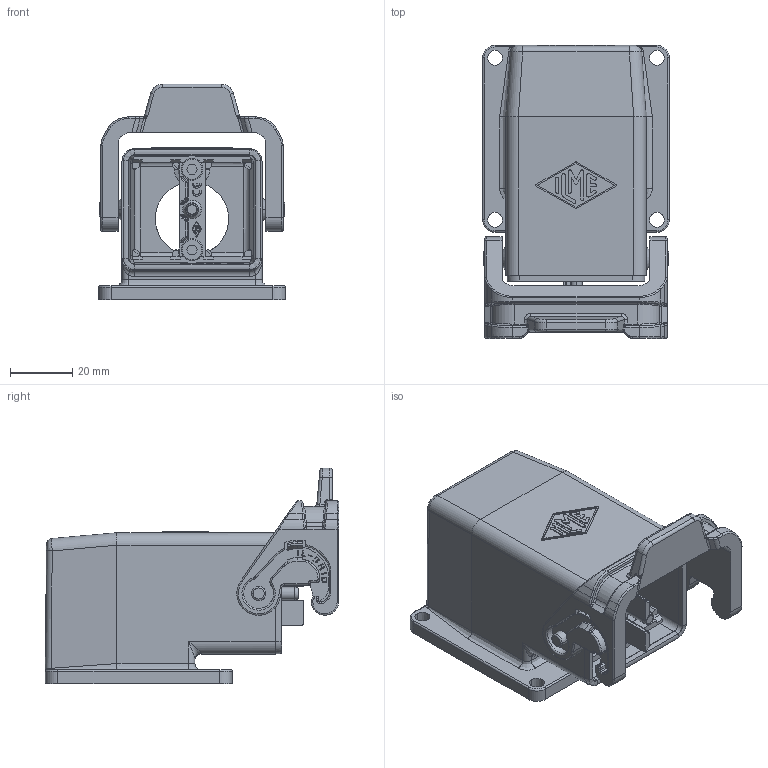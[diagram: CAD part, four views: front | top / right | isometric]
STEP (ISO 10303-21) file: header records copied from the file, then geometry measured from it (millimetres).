
FILE_DESCRIPTION(('Creo Elements/Direct Modeling STEP Export'),'2;1');
FILE_NAME('0ln7uvk5tn770md2880','2023-11-14T14:28:05',(''),(''),'Creo Elements/Direct Modeling STEP processor for AP214 (Solid Model)','Creo Elements/Direct Modeling 20.1B 02-Apr-2019 (C) Parametric Technology GmbH','');
FILE_SCHEMA(('AUTOMOTIVE_DESIGN { 1 0 10303 214 1 1 1 1 }'));
Products named in the file (2): MXA 02 AP25
Assembly tree (1 placements, depth 2):
  MXA 02 AP25
    MXA 02 AP25
Bounding box: 60 x 94.2 x 69.25 mm (x, y, z)
Volume: 64791.8 mm3; surface area: 46803.2 mm2
Topology: 1 solids, 1 shells, 1715 faces, 4524 edges, 2866 vertices
Faces by surface type: plane 946, cylinder 470, bspline 153, torus 104, cone 30, sphere 12
Entity records: 88377 total; most frequent: CARTESIAN_POINT 34030, ORIENTED_EDGE 9018, DIRECTION 7734, EDGE_CURVE 4509, VECTOR 2960, LINE 2960, VERTEX_POINT 2866, AXIS2_PLACEMENT_3D 2387
